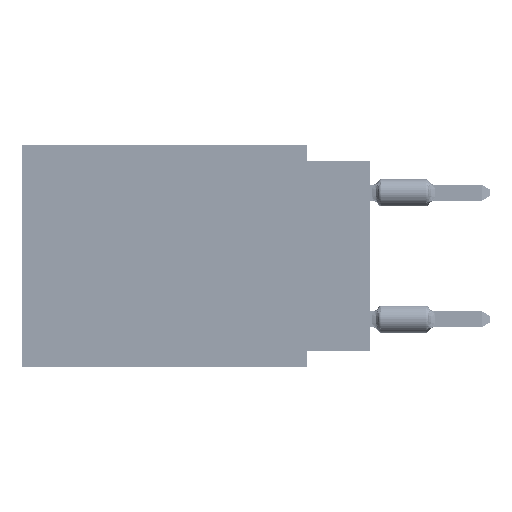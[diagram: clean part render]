
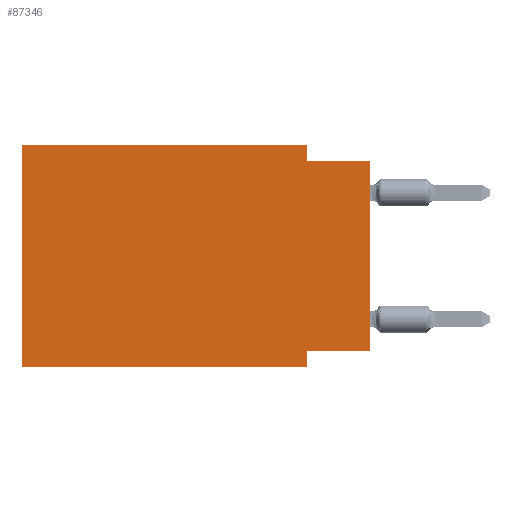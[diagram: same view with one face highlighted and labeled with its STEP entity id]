
A CAD part, left-side view. The second image highlights one B-rep face of the part: STEP entity #87346.
In plain terms, the highlighted planar face has unit normal (-1, 0, 0).
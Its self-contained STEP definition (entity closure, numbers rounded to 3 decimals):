
#5349 = ORIENTED_EDGE ( 'NONE', *, *, #86132, .T. ) ;
#6200 = CARTESIAN_POINT ( 'NONE',  ( 0., 2.54, -8.255 ) ) ;
#6567 = VECTOR ( 'NONE', #37884, 1000. ) ;
#6835 = CARTESIAN_POINT ( 'NONE',  ( 0., 0., -8.255 ) ) ;
#7552 = VERTEX_POINT ( 'NONE', #25443 ) ;
#9941 = EDGE_CURVE ( 'NONE', #98601, #119550, #62120, .T. ) ;
#10091 = ORIENTED_EDGE ( 'NONE', *, *, #38718, .F. ) ;
#11728 = CARTESIAN_POINT ( 'NONE',  ( 0., 13.97, 0. ) ) ;
#14379 = ORIENTED_EDGE ( 'NONE', *, *, #91256, .F. ) ;
#15801 = LINE ( 'NONE', #72933, #34898 ) ;
#16340 = CARTESIAN_POINT ( 'NONE',  ( 0., 0., 0. ) ) ;
#17199 = DIRECTION ( 'NONE',  ( 0., -1., 0. ) ) ;
#23808 = DIRECTION ( 'NONE',  ( 0., 0., -1. ) ) ;
#25374 = EDGE_CURVE ( 'NONE', #98601, #7552, #84680, .T. ) ;
#25443 = CARTESIAN_POINT ( 'NONE',  ( 0., 13.97, 0. ) ) ;
#27138 = CARTESIAN_POINT ( 'NONE',  ( 0., 2.54, 0. ) ) ;
#28425 = VECTOR ( 'NONE', #96819, 1000. ) ;
#29320 = CARTESIAN_POINT ( 'NONE',  ( 0., 0., -0.635 ) ) ;
#29937 = DIRECTION ( 'NONE',  ( 0., -1., 0. ) ) ;
#32371 = DIRECTION ( 'NONE',  ( 1., 0., 0. ) ) ;
#32675 = ORIENTED_EDGE ( 'NONE', *, *, #59943, .F. ) ;
#33602 = VECTOR ( 'NONE', #91681, 1000. ) ;
#34898 = VECTOR ( 'NONE', #75791, 1000. ) ;
#37884 = DIRECTION ( 'NONE',  ( 0., 0., 1. ) ) ;
#38718 = EDGE_CURVE ( 'NONE', #56124, #108888, #62142, .T. ) ;
#39173 = EDGE_CURVE ( 'NONE', #108888, #119550, #15801, .T. ) ;
#44259 = CARTESIAN_POINT ( 'NONE',  ( 0., 0., -0.635 ) ) ;
#49616 = DIRECTION ( 'NONE',  ( 0., 0., -1. ) ) ;
#52123 = VERTEX_POINT ( 'NONE', #27138 ) ;
#56124 = VERTEX_POINT ( 'NONE', #103034 ) ;
#59943 = EDGE_CURVE ( 'NONE', #85060, #117749, #93758, .T. ) ;
#60067 = ORIENTED_EDGE ( 'NONE', *, *, #85234, .F. ) ;
#62120 = LINE ( 'NONE', #69467, #28425 ) ;
#62142 = LINE ( 'NONE', #6835, #91132 ) ;
#63648 = ORIENTED_EDGE ( 'NONE', *, *, #25374, .F. ) ;
#69467 = CARTESIAN_POINT ( 'NONE',  ( 0., 13.97, -8.89 ) ) ;
#72933 = CARTESIAN_POINT ( 'NONE',  ( 0., 2.54, -8.89 ) ) ;
#74288 = CARTESIAN_POINT ( 'NONE',  ( 0., 13.97, 0. ) ) ;
#74828 = EDGE_LOOP ( 'NONE', ( #5349, #32675, #14379, #60067, #63648, #89163, #99708, #10091 ) ) ;
#75791 = DIRECTION ( 'NONE',  ( 0., 0., -1. ) ) ;
#76223 = CARTESIAN_POINT ( 'NONE',  ( 0., 2.54, -0.635 ) ) ;
#79156 = CARTESIAN_POINT ( 'NONE',  ( 0., 13.97, 0. ) ) ;
#80815 = VECTOR ( 'NONE', #49616, 1000. ) ;
#84680 = LINE ( 'NONE', #11728, #6567 ) ;
#85060 = VERTEX_POINT ( 'NONE', #76223 ) ;
#85104 = VECTOR ( 'NONE', #29937, 1000. ) ;
#85234 = EDGE_CURVE ( 'NONE', #7552, #52123, #108957, .T. ) ;
#86132 = EDGE_CURVE ( 'NONE', #56124, #117749, #99597, .T. ) ;
#87346 = ADVANCED_FACE ( 'NONE', ( #99164 ), #115646, .F. ) ;
#89163 = ORIENTED_EDGE ( 'NONE', *, *, #9941, .T. ) ;
#91132 = VECTOR ( 'NONE', #99199, 1000. ) ;
#91256 = EDGE_CURVE ( 'NONE', #52123, #85060, #104921, .T. ) ;
#91681 = DIRECTION ( 'NONE',  ( 0., 0., 1. ) ) ;
#93758 = LINE ( 'NONE', #29320, #85104 ) ;
#95785 = CARTESIAN_POINT ( 'NONE',  ( 0., 2.54, 0. ) ) ;
#96819 = DIRECTION ( 'NONE',  ( 0., -1., 0. ) ) ;
#98601 = VERTEX_POINT ( 'NONE', #107788 ) ;
#99164 = FACE_OUTER_BOUND ( 'NONE', #74828, .T. ) ;
#99199 = DIRECTION ( 'NONE',  ( 0., 1., 0. ) ) ;
#99597 = LINE ( 'NONE', #16340, #33602 ) ;
#99708 = ORIENTED_EDGE ( 'NONE', *, *, #39173, .F. ) ;
#99783 = CARTESIAN_POINT ( 'NONE',  ( 0., 2.54, -8.89 ) ) ;
#103034 = CARTESIAN_POINT ( 'NONE',  ( 0., 0., -8.255 ) ) ;
#103753 = AXIS2_PLACEMENT_3D ( 'NONE', #79156, #32371, #23808 ) ;
#104921 = LINE ( 'NONE', #95785, #80815 ) ;
#105382 = VECTOR ( 'NONE', #17199, 1000. ) ;
#107788 = CARTESIAN_POINT ( 'NONE',  ( 0., 13.97, -8.89 ) ) ;
#108888 = VERTEX_POINT ( 'NONE', #6200 ) ;
#108957 = LINE ( 'NONE', #74288, #105382 ) ;
#115646 = PLANE ( 'NONE',  #103753 ) ;
#117749 = VERTEX_POINT ( 'NONE', #44259 ) ;
#119550 = VERTEX_POINT ( 'NONE', #99783 ) ;
